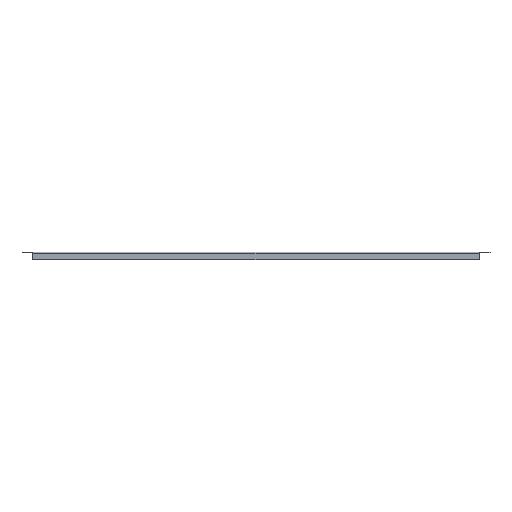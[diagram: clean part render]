
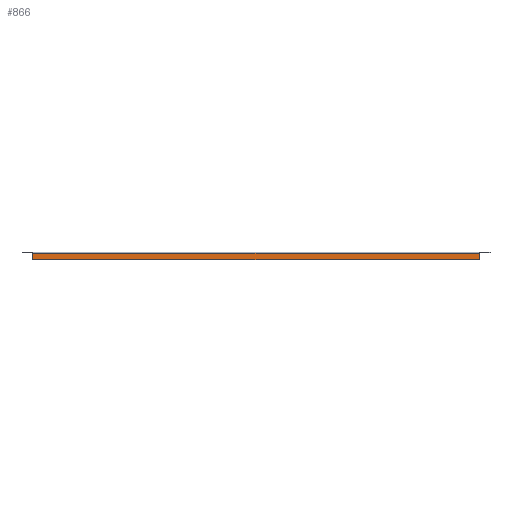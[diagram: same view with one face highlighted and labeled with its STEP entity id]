
A CAD part, front view. The second image highlights one B-rep face of the part: STEP entity #866.
In plain terms, the highlighted planar face has unit normal (0, -1, 0).
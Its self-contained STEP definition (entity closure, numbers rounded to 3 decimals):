
#109 = PLANE ( 'NONE',  #1517 ) ;
#117 = VECTOR ( 'NONE', #1382, 1000. ) ;
#253 = EDGE_CURVE ( 'NONE', #585, #342, #886, .T. ) ;
#263 = LINE ( 'NONE', #580, #989 ) ;
#286 = DIRECTION ( 'NONE',  ( 0., 0., -1. ) ) ;
#342 = VERTEX_POINT ( 'NONE', #1798 ) ;
#382 = EDGE_CURVE ( 'NONE', #585, #1671, #1188, .T. ) ;
#475 = LINE ( 'NONE', #1846, #1333 ) ;
#580 = CARTESIAN_POINT ( 'NONE',  ( 26., -183., -1. ) ) ;
#585 = VERTEX_POINT ( 'NONE', #699 ) ;
#681 = ORIENTED_EDGE ( 'NONE', *, *, #253, .F. ) ;
#699 = CARTESIAN_POINT ( 'NONE',  ( 1111.5, -183., -2. ) ) ;
#741 = EDGE_LOOP ( 'NONE', ( #681, #1242, #823, #771 ) ) ;
#757 = CARTESIAN_POINT ( 'NONE',  ( 1111.5, -183., -18. ) ) ;
#771 = ORIENTED_EDGE ( 'NONE', *, *, #898, .F. ) ;
#801 = EDGE_CURVE ( 'NONE', #1473, #1671, #263, .T. ) ;
#823 = ORIENTED_EDGE ( 'NONE', *, *, #801, .F. ) ;
#866 = ADVANCED_FACE ( 'NONE', ( #1036 ), #109, .T. ) ;
#886 = LINE ( 'NONE', #757, #932 ) ;
#887 = DIRECTION ( 'NONE',  ( 0., 0., -1. ) ) ;
#898 = EDGE_CURVE ( 'NONE', #342, #1473, #475, .T. ) ;
#932 = VECTOR ( 'NONE', #286, 1000. ) ;
#989 = VECTOR ( 'NONE', #1055, 1000. ) ;
#1036 = FACE_OUTER_BOUND ( 'NONE', #741, .T. ) ;
#1055 = DIRECTION ( 'NONE',  ( 0., 0., 1. ) ) ;
#1163 = CARTESIAN_POINT ( 'NONE',  ( 26., -183., -18. ) ) ;
#1188 = LINE ( 'NONE', #1779, #117 ) ;
#1242 = ORIENTED_EDGE ( 'NONE', *, *, #382, .T. ) ;
#1327 = CARTESIAN_POINT ( 'NONE',  ( 26., -183., -2. ) ) ;
#1333 = VECTOR ( 'NONE', #1685, 1000. ) ;
#1382 = DIRECTION ( 'NONE',  ( -1., 0., 0. ) ) ;
#1473 = VERTEX_POINT ( 'NONE', #1163 ) ;
#1478 = DIRECTION ( 'NONE',  ( 0., -1., 0. ) ) ;
#1517 = AXIS2_PLACEMENT_3D ( 'NONE', #1621, #1478, #887 ) ;
#1621 = CARTESIAN_POINT ( 'NONE',  ( 0., -183., 0. ) ) ;
#1671 = VERTEX_POINT ( 'NONE', #1327 ) ;
#1685 = DIRECTION ( 'NONE',  ( -1., 0., 0. ) ) ;
#1779 = CARTESIAN_POINT ( 'NONE',  ( 0., -183., -2. ) ) ;
#1798 = CARTESIAN_POINT ( 'NONE',  ( 1111.5, -183., -18. ) ) ;
#1846 = CARTESIAN_POINT ( 'NONE',  ( 26., -183., -18. ) ) ;
